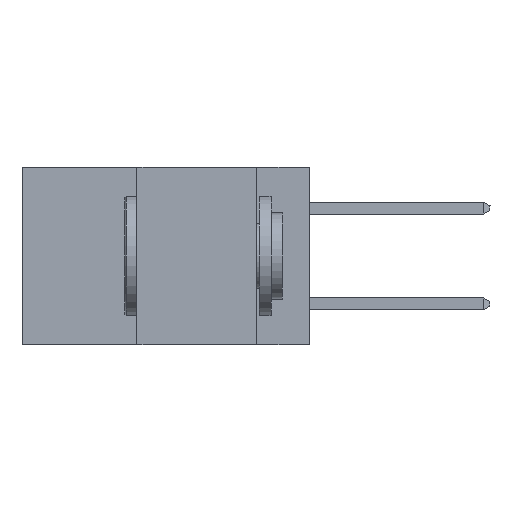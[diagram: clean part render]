
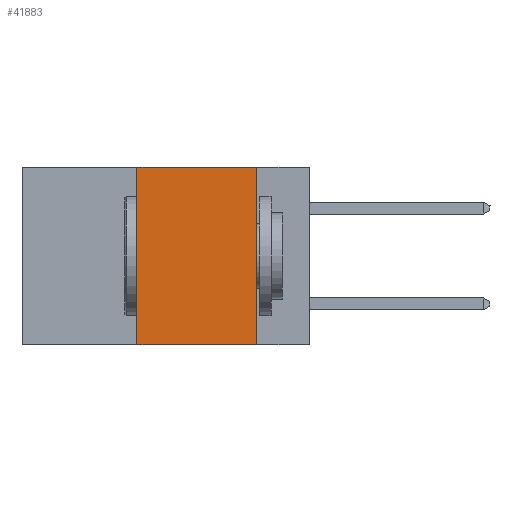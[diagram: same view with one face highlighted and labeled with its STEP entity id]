
A CAD part, left-side view. The second image highlights one B-rep face of the part: STEP entity #41883.
In plain terms, the highlighted planar face has unit normal (-1, 0, 0).
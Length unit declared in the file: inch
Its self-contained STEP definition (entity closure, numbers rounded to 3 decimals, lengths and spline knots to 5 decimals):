
#363 = CARTESIAN_POINT ( 'NONE',  ( 0., 0.6, 0. ) ) ;
#471 = PLANE ( 'NONE',  #4876 ) ;
#977 = EDGE_CURVE ( 'NONE', #10942, #42818, #15819, .T. ) ;
#1990 = ORIENTED_EDGE ( 'NONE', *, *, #21560, .F. ) ;
#2136 = VERTEX_POINT ( 'NONE', #18744 ) ;
#2461 = DIRECTION ( 'NONE',  ( 0., 0., 1. ) ) ;
#4876 = AXIS2_PLACEMENT_3D ( 'NONE', #36319, #23315, #40046 ) ;
#5143 = CARTESIAN_POINT ( 'NONE',  ( 0., 0.6, -0.37 ) ) ;
#5173 = EDGE_CURVE ( 'NONE', #10942, #31686, #14277, .T. ) ;
#6938 = VECTOR ( 'NONE', #8176, 39.37008 ) ;
#8176 = DIRECTION ( 'NONE',  ( 0., -1., 0. ) ) ;
#10942 = VERTEX_POINT ( 'NONE', #22127 ) ;
#11170 = VECTOR ( 'NONE', #2461, 39.37008 ) ;
#14277 = LINE ( 'NONE', #41990, #11170 ) ;
#15819 = LINE ( 'NONE', #5143, #6938 ) ;
#17482 = LINE ( 'NONE', #31045, #35055 ) ;
#18264 = CARTESIAN_POINT ( 'NONE',  ( 0., 0.36, 0. ) ) ;
#18744 = CARTESIAN_POINT ( 'NONE',  ( 0., 0.11, 0. ) ) ;
#20761 = ORIENTED_EDGE ( 'NONE', *, *, #977, .T. ) ;
#21560 = EDGE_CURVE ( 'NONE', #2136, #42818, #17482, .T. ) ;
#22127 = CARTESIAN_POINT ( 'NONE',  ( 0., 0.36, -0.37 ) ) ;
#23315 = DIRECTION ( 'NONE',  ( 1., 0., 0. ) ) ;
#23422 = EDGE_LOOP ( 'NONE', ( #1990, #34055, #41271, #20761 ) ) ;
#27238 = DIRECTION ( 'NONE',  ( 0., 0., -1. ) ) ;
#31045 = CARTESIAN_POINT ( 'NONE',  ( 0., 0.11, 0. ) ) ;
#31686 = VERTEX_POINT ( 'NONE', #18264 ) ;
#34055 = ORIENTED_EDGE ( 'NONE', *, *, #38164, .F. ) ;
#34891 = VECTOR ( 'NONE', #36738, 39.37008 ) ;
#35055 = VECTOR ( 'NONE', #27238, 39.37008 ) ;
#36319 = CARTESIAN_POINT ( 'NONE',  ( 0., 0.6, 0. ) ) ;
#36738 = DIRECTION ( 'NONE',  ( 0., -1., 0. ) ) ;
#38164 = EDGE_CURVE ( 'NONE', #31686, #2136, #39532, .T. ) ;
#38704 = CARTESIAN_POINT ( 'NONE',  ( 0., 0.11, -0.37 ) ) ;
#39532 = LINE ( 'NONE', #363, #34891 ) ;
#40046 = DIRECTION ( 'NONE',  ( 0., 0., -1. ) ) ;
#40350 = FACE_OUTER_BOUND ( 'NONE', #23422, .T. ) ;
#41271 = ORIENTED_EDGE ( 'NONE', *, *, #5173, .F. ) ;
#41883 = ADVANCED_FACE ( 'NONE', ( #40350 ), #471, .F. ) ;
#41990 = CARTESIAN_POINT ( 'NONE',  ( 0., 0.36, 0. ) ) ;
#42818 = VERTEX_POINT ( 'NONE', #38704 ) ;
